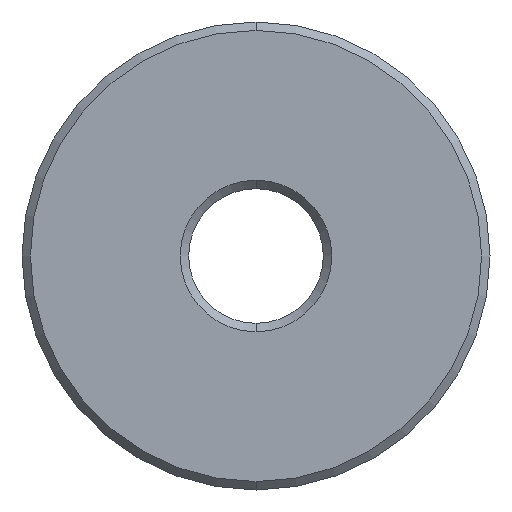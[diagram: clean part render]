
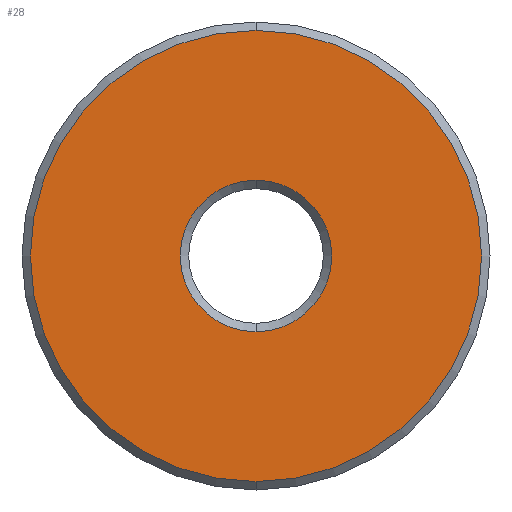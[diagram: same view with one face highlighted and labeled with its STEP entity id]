
A CAD part, front view. The second image highlights one B-rep face of the part: STEP entity #28.
In plain terms, the highlighted planar face has unit normal (0, -1, 0).
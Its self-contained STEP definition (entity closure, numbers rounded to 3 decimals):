
#1 = DIRECTION ( 'NONE',  ( 0., 0., 1. ) ) ;
#14 = CARTESIAN_POINT ( 'NONE',  ( 0., 0., 0. ) ) ;
#28 = ADVANCED_FACE ( 'NONE', ( #378, #175 ), #210, .F. ) ;
#44 = DIRECTION ( 'NONE',  ( 0., 1., 0. ) ) ;
#47 = CARTESIAN_POINT ( 'NONE',  ( 0., 0., -2.68 ) ) ;
#55 = VERTEX_POINT ( 'NONE', #47 ) ;
#70 = ORIENTED_EDGE ( 'NONE', *, *, #283, .T. ) ;
#77 = CARTESIAN_POINT ( 'NONE',  ( 0., 0., 0. ) ) ;
#86 = DIRECTION ( 'NONE',  ( 0., 0., 1. ) ) ;
#87 = CARTESIAN_POINT ( 'NONE',  ( 0., 0., 0.9 ) ) ;
#102 = VERTEX_POINT ( 'NONE', #345 ) ;
#120 = AXIS2_PLACEMENT_3D ( 'NONE', #344, #466, #162 ) ;
#126 = ORIENTED_EDGE ( 'NONE', *, *, #333, .T. ) ;
#132 = AXIS2_PLACEMENT_3D ( 'NONE', #77, #44, #86 ) ;
#134 = ORIENTED_EDGE ( 'NONE', *, *, #375, .T. ) ;
#157 = AXIS2_PLACEMENT_3D ( 'NONE', #216, #412, #478 ) ;
#162 = DIRECTION ( 'NONE',  ( 0., 0., 1. ) ) ;
#169 = ORIENTED_EDGE ( 'NONE', *, *, #209, .T. ) ;
#171 = VERTEX_POINT ( 'NONE', #87 ) ;
#175 = FACE_OUTER_BOUND ( 'NONE', #202, .T. ) ;
#185 = CARTESIAN_POINT ( 'NONE',  ( 0., 0., -0.9 ) ) ;
#202 = EDGE_LOOP ( 'NONE', ( #169, #126 ) ) ;
#209 = EDGE_CURVE ( 'NONE', #102, #55, #446, .T. ) ;
#210 = PLANE ( 'NONE',  #157 ) ;
#213 = CARTESIAN_POINT ( 'NONE',  ( 0., 0., 0. ) ) ;
#216 = CARTESIAN_POINT ( 'NONE',  ( 0., 0., 0. ) ) ;
#252 = CIRCLE ( 'NONE', #368, 2.68 ) ;
#255 = EDGE_LOOP ( 'NONE', ( #70, #134 ) ) ;
#256 = DIRECTION ( 'NONE',  ( 0., -1., 0. ) ) ;
#283 = EDGE_CURVE ( 'NONE', #322, #171, #339, .T. ) ;
#322 = VERTEX_POINT ( 'NONE', #185 ) ;
#333 = EDGE_CURVE ( 'NONE', #55, #102, #252, .T. ) ;
#339 = CIRCLE ( 'NONE', #132, 0.9 ) ;
#344 = CARTESIAN_POINT ( 'NONE',  ( 0., 0., 0. ) ) ;
#345 = CARTESIAN_POINT ( 'NONE',  ( 0., 0., 2.68 ) ) ;
#361 = AXIS2_PLACEMENT_3D ( 'NONE', #213, #450, #1 ) ;
#368 = AXIS2_PLACEMENT_3D ( 'NONE', #14, #256, #423 ) ;
#375 = EDGE_CURVE ( 'NONE', #171, #322, #404, .T. ) ;
#378 = FACE_BOUND ( 'NONE', #255, .T. ) ;
#404 = CIRCLE ( 'NONE', #120, 0.9 ) ;
#412 = DIRECTION ( 'NONE',  ( 0., 1., 0. ) ) ;
#423 = DIRECTION ( 'NONE',  ( 0., 0., 1. ) ) ;
#446 = CIRCLE ( 'NONE', #361, 2.68 ) ;
#450 = DIRECTION ( 'NONE',  ( 0., -1., 0. ) ) ;
#466 = DIRECTION ( 'NONE',  ( 0., 1., 0. ) ) ;
#478 = DIRECTION ( 'NONE',  ( 0., 0., 1. ) ) ;
